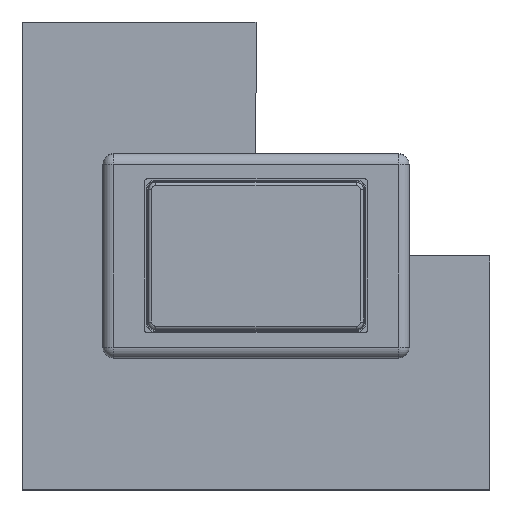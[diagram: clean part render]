
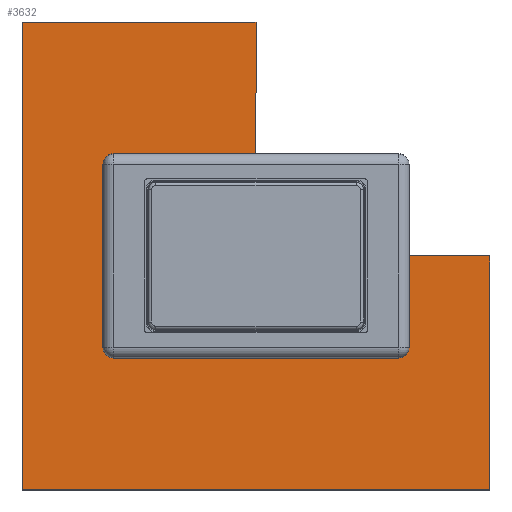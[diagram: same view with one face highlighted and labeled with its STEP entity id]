
A CAD part, top view. The second image highlights one B-rep face of the part: STEP entity #3632.
In plain terms, the highlighted planar face has unit normal (0, 0, 1).
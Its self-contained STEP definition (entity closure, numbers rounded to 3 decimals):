
#364 = EDGE_CURVE ( 'NONE', #3630, #4987, #25330, .T. ) ;
#389 = ORIENTED_EDGE ( 'NONE', *, *, #364, .F. ) ;
#2742 = VERTEX_POINT ( 'NONE', #25260 ) ;
#2743 = EDGE_CURVE ( 'NONE', #2742, #3640, #25259, .T. ) ;
#3580 = EDGE_CURVE ( 'NONE', #4369, #3602, #27501, .T. ) ;
#3582 = EDGE_CURVE ( 'NONE', #4362, #4350, #27429, .T. ) ;
#3602 = VERTEX_POINT ( 'NONE', #27621 ) ;
#3628 = ORIENTED_EDGE ( 'NONE', *, *, #3580, .T. ) ;
#3629 = ORIENTED_EDGE ( 'NONE', *, *, #3639, .F. ) ;
#3630 = VERTEX_POINT ( 'NONE', #27534 ) ;
#3631 = ORIENTED_EDGE ( 'NONE', *, *, #3582, .T. ) ;
#3632 = ADVANCED_FACE ( 'NONE', ( #27533 ), #27575, .T. ) ;
#3636 = EDGE_CURVE ( 'NONE', #4362, #3630, #27489, .T. ) ;
#3638 = ORIENTED_EDGE ( 'NONE', *, *, #3636, .F. ) ;
#3639 = EDGE_CURVE ( 'NONE', #3640, #3602, #27670, .T. ) ;
#3640 = VERTEX_POINT ( 'NONE', #27756 ) ;
#3641 = EDGE_LOOP ( 'NONE', ( #3638, #3631, #3647, #3648, #3628, #3629, #10605, #4775, #4988, #389 ) ) ;
#3647 = ORIENTED_EDGE ( 'NONE', *, *, #4349, .T. ) ;
#3648 = ORIENTED_EDGE ( 'NONE', *, *, #4368, .T. ) ;
#4349 = EDGE_CURVE ( 'NONE', #4350, #4351, #30717, .T. ) ;
#4350 = VERTEX_POINT ( 'NONE', #30713 ) ;
#4351 = VERTEX_POINT ( 'NONE', #30712 ) ;
#4362 = VERTEX_POINT ( 'NONE', #30729 ) ;
#4368 = EDGE_CURVE ( 'NONE', #4351, #4369, #30663, .T. ) ;
#4369 = VERTEX_POINT ( 'NONE', #30659 ) ;
#4775 = ORIENTED_EDGE ( 'NONE', *, *, #4989, .F. ) ;
#4987 = VERTEX_POINT ( 'NONE', #13618 ) ;
#4988 = ORIENTED_EDGE ( 'NONE', *, *, #4991, .F. ) ;
#4989 = EDGE_CURVE ( 'NONE', #4990, #2742, #13617, .T. ) ;
#4990 = VERTEX_POINT ( 'NONE', #13613 ) ;
#4991 = EDGE_CURVE ( 'NONE', #4987, #4990, #13611, .T. ) ;
#10605 = ORIENTED_EDGE ( 'NONE', *, *, #2743, .F. ) ;
#13608 = DIRECTION ( 'NONE',  ( 0., -1., 0. ) ) ;
#13609 = VECTOR ( 'NONE', #13608, 1000. ) ;
#13610 = CARTESIAN_POINT ( 'NONE',  ( -14.875, 10.875, 0. ) ) ;
#13611 = LINE ( 'NONE', #13610, #13609 ) ;
#13613 = CARTESIAN_POINT ( 'NONE',  ( -14.875, -10.875, 0. ) ) ;
#13614 = DIRECTION ( 'NONE',  ( 1., 0., 0. ) ) ;
#13615 = VECTOR ( 'NONE', #13614, 1000. ) ;
#13616 = CARTESIAN_POINT ( 'NONE',  ( -14.875, -10.875, 0. ) ) ;
#13617 = LINE ( 'NONE', #13616, #13615 ) ;
#13618 = CARTESIAN_POINT ( 'NONE',  ( -14.875, 10.875, 0. ) ) ;
#25256 = DIRECTION ( 'NONE',  ( 0., 1., 0. ) ) ;
#25257 = VECTOR ( 'NONE', #25256, 1000. ) ;
#25258 = CARTESIAN_POINT ( 'NONE',  ( 14.875, -10.875, 0. ) ) ;
#25259 = LINE ( 'NONE', #25258, #25257 ) ;
#25260 = CARTESIAN_POINT ( 'NONE',  ( 14.875, -10.875, 0. ) ) ;
#25299 = DIRECTION ( 'NONE',  ( -1., 0., 0. ) ) ;
#25300 = VECTOR ( 'NONE', #25299, 1000. ) ;
#25301 = CARTESIAN_POINT ( 'NONE',  ( 14.875, 10.875, 0. ) ) ;
#25330 = LINE ( 'NONE', #25301, #25300 ) ;
#27429 = LINE ( 'NONE', #27433, #27432 ) ;
#27430 = DIRECTION ( 'NONE',  ( 0., 1., 0. ) ) ;
#27431 = DIRECTION ( 'NONE',  ( -1., 0., 0. ) ) ;
#27432 = VECTOR ( 'NONE', #27431, 1000. ) ;
#27433 = CARTESIAN_POINT ( 'NONE',  ( 27.5, 27.5, 0. ) ) ;
#27456 = VECTOR ( 'NONE', #27430, 1000. ) ;
#27457 = CARTESIAN_POINT ( 'NONE',  ( 27.5, -27.5, 0. ) ) ;
#27488 = CARTESIAN_POINT ( 'NONE',  ( 0., 27.5, 0. ) ) ;
#27489 = LINE ( 'NONE', #27488, #27666 ) ;
#27501 = LINE ( 'NONE', #27457, #27456 ) ;
#27533 = FACE_OUTER_BOUND ( 'NONE', #3641, .T. ) ;
#27534 = CARTESIAN_POINT ( 'NONE',  ( 0., 10.875, 0. ) ) ;
#27571 = DIRECTION ( 'NONE',  ( 0., -1., 0. ) ) ;
#27572 = DIRECTION ( 'NONE',  ( 0., 0., 1. ) ) ;
#27573 = CARTESIAN_POINT ( 'NONE',  ( -27.5, -27.5, 0. ) ) ;
#27574 = AXIS2_PLACEMENT_3D ( 'NONE', #27573, #27572, #27571 ) ;
#27575 = PLANE ( 'NONE',  #27574 ) ;
#27621 = CARTESIAN_POINT ( 'NONE',  ( 27.5, 0., 0. ) ) ;
#27666 = VECTOR ( 'NONE', #27671, 1000. ) ;
#27667 = DIRECTION ( 'NONE',  ( 1., 0., 0. ) ) ;
#27668 = VECTOR ( 'NONE', #27667, 1000. ) ;
#27669 = CARTESIAN_POINT ( 'NONE',  ( 0., 0., 0. ) ) ;
#27670 = LINE ( 'NONE', #27669, #27668 ) ;
#27671 = DIRECTION ( 'NONE',  ( 0., -1., 0. ) ) ;
#27756 = CARTESIAN_POINT ( 'NONE',  ( 14.875, 0., 0. ) ) ;
#30659 = CARTESIAN_POINT ( 'NONE',  ( 27.5, -27.5, 0. ) ) ;
#30660 = DIRECTION ( 'NONE',  ( 1., 0., 0. ) ) ;
#30661 = VECTOR ( 'NONE', #30660, 1000. ) ;
#30662 = CARTESIAN_POINT ( 'NONE',  ( -27.5, -27.5, 0. ) ) ;
#30663 = LINE ( 'NONE', #30662, #30661 ) ;
#30712 = CARTESIAN_POINT ( 'NONE',  ( -27.5, -27.5, 0. ) ) ;
#30713 = CARTESIAN_POINT ( 'NONE',  ( -27.5, 27.5, 0. ) ) ;
#30714 = DIRECTION ( 'NONE',  ( 0., -1., 0. ) ) ;
#30715 = VECTOR ( 'NONE', #30714, 1000. ) ;
#30716 = CARTESIAN_POINT ( 'NONE',  ( -27.5, 27.5, 0. ) ) ;
#30717 = LINE ( 'NONE', #30716, #30715 ) ;
#30729 = CARTESIAN_POINT ( 'NONE',  ( 0., 27.5, 0. ) ) ;
